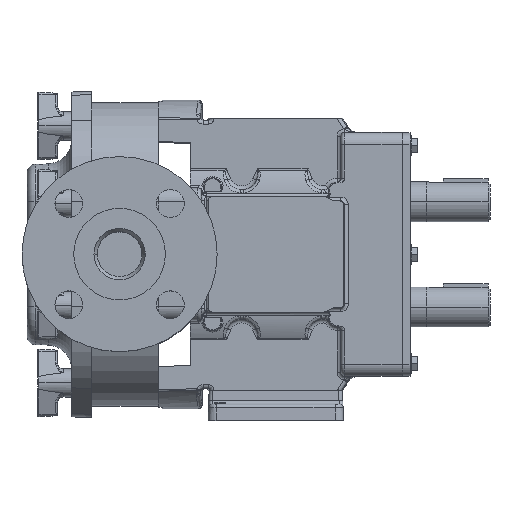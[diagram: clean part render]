
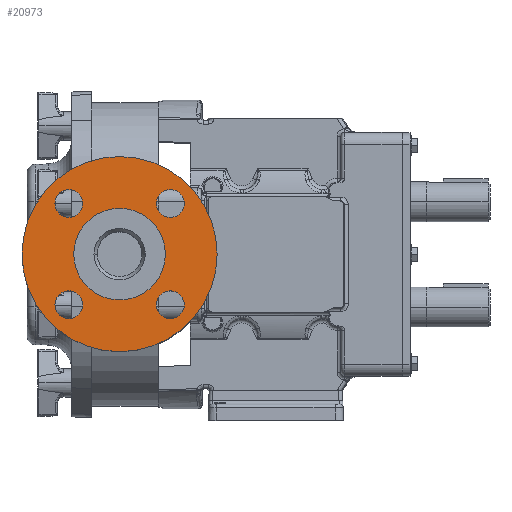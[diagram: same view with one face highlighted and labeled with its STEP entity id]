
A CAD part, top view. The second image highlights one B-rep face of the part: STEP entity #20973.
In plain terms, the highlighted planar face has unit normal (0, 0, 1).
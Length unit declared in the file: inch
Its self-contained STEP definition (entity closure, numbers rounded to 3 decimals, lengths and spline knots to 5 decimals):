
#272 = EDGE_CURVE ( 'NONE', #17975, #5782, #7982, .T. ) ;
#749 = CARTESIAN_POINT ( 'NONE',  ( 1.4375, 0., -0.06299 ) ) ;
#760 = CIRCLE ( 'NONE', #35279, 0.4375 ) ;
#885 = ORIENTED_EDGE ( 'NONE', *, *, #272, .F. ) ;
#1261 = EDGE_LOOP ( 'NONE', ( #41531, #22594 ) ) ;
#1638 = CARTESIAN_POINT ( 'NONE',  ( 0., 0., -0.06299 ) ) ;
#2406 = DIRECTION ( 'NONE',  ( 1., 0., 0. ) ) ;
#2650 = EDGE_CURVE ( 'NONE', #24609, #40825, #24866, .T. ) ;
#2990 = DIRECTION ( 'NONE',  ( 0., 0., 1. ) ) ;
#3371 = CIRCLE ( 'NONE', #25691, 0.4375 ) ;
#3557 = CARTESIAN_POINT ( 'NONE',  ( -1.59099, -1.59099, -0.06299 ) ) ;
#3714 = CIRCLE ( 'NONE', #19270, 0.4375 ) ;
#4357 = CARTESIAN_POINT ( 'NONE',  ( 0., 3.0625, -0.06299 ) ) ;
#4451 = CIRCLE ( 'NONE', #34210, 0.4375 ) ;
#5211 = DIRECTION ( 'NONE',  ( 1., 0., 0. ) ) ;
#5782 = VERTEX_POINT ( 'NONE', #17927 ) ;
#6328 = VERTEX_POINT ( 'NONE', #10622 ) ;
#6607 = EDGE_CURVE ( 'NONE', #17553, #12250, #3714, .T. ) ;
#6893 = FACE_BOUND ( 'NONE', #29989, .T. ) ;
#6977 = DIRECTION ( 'NONE',  ( 0., 0., 1. ) ) ;
#7363 = ORIENTED_EDGE ( 'NONE', *, *, #2650, .F. ) ;
#7504 = VERTEX_POINT ( 'NONE', #37204 ) ;
#7784 = EDGE_CURVE ( 'NONE', #15080, #16251, #3371, .T. ) ;
#7982 = CIRCLE ( 'NONE', #24233, 0.4375 ) ;
#8180 = ORIENTED_EDGE ( 'NONE', *, *, #29512, .F. ) ;
#8475 = DIRECTION ( 'NONE',  ( 1., 0., 0. ) ) ;
#8698 = ORIENTED_EDGE ( 'NONE', *, *, #38819, .T. ) ;
#8789 = DIRECTION ( 'NONE',  ( 1., 0., 0. ) ) ;
#9515 = AXIS2_PLACEMENT_3D ( 'NONE', #32740, #10699, #35722 ) ;
#9904 = EDGE_CURVE ( 'NONE', #22091, #7504, #24186, .T. ) ;
#10088 = FACE_BOUND ( 'NONE', #1261, .T. ) ;
#10175 = DIRECTION ( 'NONE',  ( 1., 0., 0. ) ) ;
#10511 = PLANE ( 'NONE',  #21349 ) ;
#10622 = CARTESIAN_POINT ( 'NONE',  ( 1.15349, 1.59099, -0.06299 ) ) ;
#10699 = DIRECTION ( 'NONE',  ( 0., 0., 1. ) ) ;
#10931 = CARTESIAN_POINT ( 'NONE',  ( 0., 0., -0.06299 ) ) ;
#11249 = CARTESIAN_POINT ( 'NONE',  ( -1.15349, -1.59099, -0.06299 ) ) ;
#11749 = CARTESIAN_POINT ( 'NONE',  ( 0., 0., -0.06299 ) ) ;
#12250 = VERTEX_POINT ( 'NONE', #11249 ) ;
#12760 = ORIENTED_EDGE ( 'NONE', *, *, #26914, .F. ) ;
#12880 = EDGE_CURVE ( 'NONE', #32046, #6328, #17266, .T. ) ;
#13116 = AXIS2_PLACEMENT_3D ( 'NONE', #10931, #23883, #17952 ) ;
#13346 = DIRECTION ( 'NONE',  ( 1., 0., 0. ) ) ;
#14093 = FACE_BOUND ( 'NONE', #25336, .T. ) ;
#15003 = ORIENTED_EDGE ( 'NONE', *, *, #35665, .F. ) ;
#15080 = VERTEX_POINT ( 'NONE', #21204 ) ;
#15131 = CARTESIAN_POINT ( 'NONE',  ( 2.02849, 1.59099, -0.06299 ) ) ;
#15148 = CARTESIAN_POINT ( 'NONE',  ( 1.59099, -1.59099, -0.06299 ) ) ;
#16069 = AXIS2_PLACEMENT_3D ( 'NONE', #1638, #27526, #34065 ) ;
#16251 = VERTEX_POINT ( 'NONE', #16582 ) ;
#16582 = CARTESIAN_POINT ( 'NONE',  ( 2.02849, -1.59099, -0.06299 ) ) ;
#16962 = DIRECTION ( 'NONE',  ( 1., 0., 0. ) ) ;
#17126 = CARTESIAN_POINT ( 'NONE',  ( -3.0625, 0., -0.06299 ) ) ;
#17266 = CIRCLE ( 'NONE', #35515, 0.4375 ) ;
#17275 = CARTESIAN_POINT ( 'NONE',  ( -2.02849, -1.59099, -0.06299 ) ) ;
#17553 = VERTEX_POINT ( 'NONE', #17275 ) ;
#17671 = CIRCLE ( 'NONE', #23777, 0.4375 ) ;
#17887 = ORIENTED_EDGE ( 'NONE', *, *, #12880, .F. ) ;
#17927 = CARTESIAN_POINT ( 'NONE',  ( -1.15349, 1.59099, -0.06299 ) ) ;
#17952 = DIRECTION ( 'NONE',  ( 1., 0., 0. ) ) ;
#17975 = VERTEX_POINT ( 'NONE', #29537 ) ;
#18692 = EDGE_LOOP ( 'NONE', ( #15003, #35386 ) ) ;
#19270 = AXIS2_PLACEMENT_3D ( 'NONE', #38126, #41111, #8475 ) ;
#19876 = CIRCLE ( 'NONE', #13116, 1.4375 ) ;
#20228 = CARTESIAN_POINT ( 'NONE',  ( -1.4375, 0., -0.06299 ) ) ;
#20973 = ADVANCED_FACE ( 'NONE', ( #33379, #10088, #14093, #23034, #29611, #6893 ), #10511, .T. ) ;
#21089 = DIRECTION ( 'NONE',  ( 0., 0., 1. ) ) ;
#21204 = CARTESIAN_POINT ( 'NONE',  ( 1.15349, -1.59099, -0.06299 ) ) ;
#21323 = DIRECTION ( 'NONE',  ( 0., 0., 1. ) ) ;
#21349 = AXIS2_PLACEMENT_3D ( 'NONE', #4357, #27028, #30241 ) ;
#21640 = ORIENTED_EDGE ( 'NONE', *, *, #34255, .F. ) ;
#22091 = VERTEX_POINT ( 'NONE', #17126 ) ;
#22594 = ORIENTED_EDGE ( 'NONE', *, *, #6607, .F. ) ;
#23034 = FACE_BOUND ( 'NONE', #40036, .T. ) ;
#23777 = AXIS2_PLACEMENT_3D ( 'NONE', #3557, #25607, #31953 ) ;
#23883 = DIRECTION ( 'NONE',  ( 0., 0., 1. ) ) ;
#24186 = CIRCLE ( 'NONE', #40430, 3.0625 ) ;
#24233 = AXIS2_PLACEMENT_3D ( 'NONE', #26691, #6977, #13346 ) ;
#24609 = VERTEX_POINT ( 'NONE', #749 ) ;
#24832 = EDGE_LOOP ( 'NONE', ( #8698, #29107 ) ) ;
#24866 = CIRCLE ( 'NONE', #16069, 1.4375 ) ;
#25300 = AXIS2_PLACEMENT_3D ( 'NONE', #11749, #21089, #5211 ) ;
#25336 = EDGE_LOOP ( 'NONE', ( #21640, #885 ) ) ;
#25607 = DIRECTION ( 'NONE',  ( 0., 0., 1. ) ) ;
#25691 = AXIS2_PLACEMENT_3D ( 'NONE', #15148, #21323, #8789 ) ;
#26287 = DIRECTION ( 'NONE',  ( 0., 0., 1. ) ) ;
#26691 = CARTESIAN_POINT ( 'NONE',  ( -1.59099, 1.59099, -0.06299 ) ) ;
#26914 = EDGE_CURVE ( 'NONE', #40825, #24609, #19876, .T. ) ;
#27028 = DIRECTION ( 'NONE',  ( 0., 0., 1. ) ) ;
#27526 = DIRECTION ( 'NONE',  ( 0., 0., 1. ) ) ;
#27651 = CARTESIAN_POINT ( 'NONE',  ( 1.59099, 1.59099, -0.06299 ) ) ;
#29107 = ORIENTED_EDGE ( 'NONE', *, *, #9904, .T. ) ;
#29512 = EDGE_CURVE ( 'NONE', #6328, #32046, #4451, .T. ) ;
#29537 = CARTESIAN_POINT ( 'NONE',  ( -2.02849, 1.59099, -0.06299 ) ) ;
#29611 = FACE_OUTER_BOUND ( 'NONE', #24832, .T. ) ;
#29989 = EDGE_LOOP ( 'NONE', ( #7363, #12760 ) ) ;
#30121 = DIRECTION ( 'NONE',  ( 0., 0., 1. ) ) ;
#30241 = DIRECTION ( 'NONE',  ( 1., 0., 0. ) ) ;
#31953 = DIRECTION ( 'NONE',  ( 1., 0., 0. ) ) ;
#32018 = CARTESIAN_POINT ( 'NONE',  ( 1.59099, -1.59099, -0.06299 ) ) ;
#32046 = VERTEX_POINT ( 'NONE', #15131 ) ;
#32740 = CARTESIAN_POINT ( 'NONE',  ( -1.59099, 1.59099, -0.06299 ) ) ;
#33054 = CARTESIAN_POINT ( 'NONE',  ( 1.59099, 1.59099, -0.06299 ) ) ;
#33379 = FACE_BOUND ( 'NONE', #18692, .T. ) ;
#34065 = DIRECTION ( 'NONE',  ( 1., 0., 0. ) ) ;
#34210 = AXIS2_PLACEMENT_3D ( 'NONE', #27651, #34220, #2406 ) ;
#34220 = DIRECTION ( 'NONE',  ( 0., 0., 1. ) ) ;
#34255 = EDGE_CURVE ( 'NONE', #5782, #17975, #37938, .T. ) ;
#34764 = CIRCLE ( 'NONE', #25300, 3.0625 ) ;
#34783 = DIRECTION ( 'NONE',  ( 1., 0., 0. ) ) ;
#35229 = EDGE_CURVE ( 'NONE', #12250, #17553, #17671, .T. ) ;
#35279 = AXIS2_PLACEMENT_3D ( 'NONE', #32018, #2990, #34783 ) ;
#35386 = ORIENTED_EDGE ( 'NONE', *, *, #7784, .F. ) ;
#35515 = AXIS2_PLACEMENT_3D ( 'NONE', #33054, #30121, #16962 ) ;
#35665 = EDGE_CURVE ( 'NONE', #16251, #15080, #760, .T. ) ;
#35722 = DIRECTION ( 'NONE',  ( 1., 0., 0. ) ) ;
#37204 = CARTESIAN_POINT ( 'NONE',  ( 3.0625, 0., -0.06299 ) ) ;
#37938 = CIRCLE ( 'NONE', #9515, 0.4375 ) ;
#38126 = CARTESIAN_POINT ( 'NONE',  ( -1.59099, -1.59099, -0.06299 ) ) ;
#38819 = EDGE_CURVE ( 'NONE', #7504, #22091, #34764, .T. ) ;
#39221 = CARTESIAN_POINT ( 'NONE',  ( 0., 0., -0.06299 ) ) ;
#40036 = EDGE_LOOP ( 'NONE', ( #17887, #8180 ) ) ;
#40430 = AXIS2_PLACEMENT_3D ( 'NONE', #39221, #26287, #10175 ) ;
#40825 = VERTEX_POINT ( 'NONE', #20228 ) ;
#41111 = DIRECTION ( 'NONE',  ( 0., 0., 1. ) ) ;
#41531 = ORIENTED_EDGE ( 'NONE', *, *, #35229, .F. ) ;
